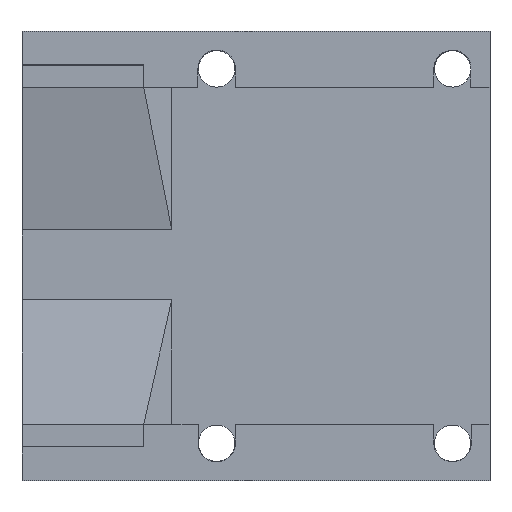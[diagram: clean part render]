
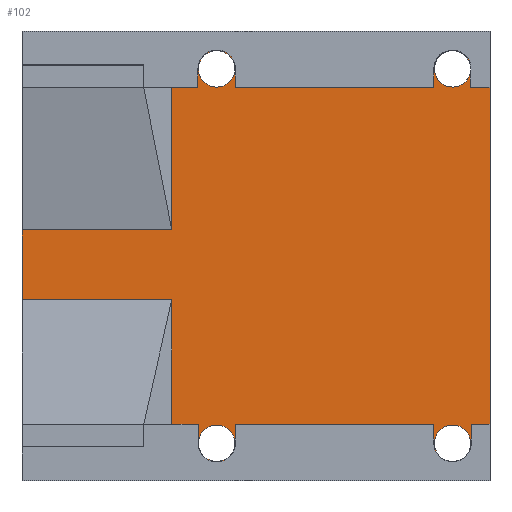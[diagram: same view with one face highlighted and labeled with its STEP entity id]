
A CAD part, top view. The second image highlights one B-rep face of the part: STEP entity #102.
In plain terms, the highlighted planar face has unit normal (0, 0, 1).
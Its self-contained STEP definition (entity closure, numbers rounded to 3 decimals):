
#102=ADVANCED_FACE('',(#200,#201,#202,#203),#157,.T.);
#157=PLANE('',#1949);
#200=FACE_BOUND('',#225,.T.);
#201=FACE_BOUND('',#226,.T.);
#202=FACE_BOUND('',#227,.T.);
#203=FACE_BOUND('',#228,.T.);
#225=EDGE_LOOP('',(#312));
#226=EDGE_LOOP('',(#313));
#227=EDGE_LOOP('',(#314));
#228=EDGE_LOOP('',(#315,#316,#317,#318,#319,#320,#321,#322,#323,#324,#325,
#326,#327,#328,#329,#330,#331,#332,#333,#334,#335,#336,#337,#338,#339,#340));
#312=ORIENTED_EDGE('',*,*,#714,.T.);
#313=ORIENTED_EDGE('',*,*,#715,.T.);
#314=ORIENTED_EDGE('',*,*,#716,.T.);
#315=ORIENTED_EDGE('',*,*,#717,.F.);
#316=ORIENTED_EDGE('',*,*,#718,.T.);
#317=ORIENTED_EDGE('',*,*,#719,.F.);
#318=ORIENTED_EDGE('',*,*,#720,.F.);
#319=ORIENTED_EDGE('',*,*,#721,.F.);
#320=ORIENTED_EDGE('',*,*,#722,.F.);
#321=ORIENTED_EDGE('',*,*,#723,.F.);
#322=ORIENTED_EDGE('',*,*,#724,.F.);
#323=ORIENTED_EDGE('',*,*,#725,.F.);
#324=ORIENTED_EDGE('',*,*,#726,.F.);
#325=ORIENTED_EDGE('',*,*,#727,.F.);
#326=ORIENTED_EDGE('',*,*,#728,.T.);
#327=ORIENTED_EDGE('',*,*,#729,.T.);
#328=ORIENTED_EDGE('',*,*,#730,.T.);
#329=ORIENTED_EDGE('',*,*,#731,.F.);
#330=ORIENTED_EDGE('',*,*,#732,.T.);
#331=ORIENTED_EDGE('',*,*,#733,.T.);
#332=ORIENTED_EDGE('',*,*,#734,.T.);
#333=ORIENTED_EDGE('',*,*,#735,.T.);
#334=ORIENTED_EDGE('',*,*,#736,.T.);
#335=ORIENTED_EDGE('',*,*,#737,.T.);
#336=ORIENTED_EDGE('',*,*,#738,.T.);
#337=ORIENTED_EDGE('',*,*,#739,.T.);
#338=ORIENTED_EDGE('',*,*,#740,.T.);
#339=ORIENTED_EDGE('',*,*,#741,.T.);
#340=ORIENTED_EDGE('',*,*,#712,.T.);
#610=VERTEX_POINT('',#2592);
#611=VERTEX_POINT('',#2594);
#612=VERTEX_POINT('',#2598);
#613=VERTEX_POINT('',#2600);
#614=VERTEX_POINT('',#2602);
#615=VERTEX_POINT('',#2604);
#616=VERTEX_POINT('',#2606);
#617=VERTEX_POINT('',#2608);
#618=VERTEX_POINT('',#2610);
#619=VERTEX_POINT('',#2612);
#620=VERTEX_POINT('',#2614);
#621=VERTEX_POINT('',#2616);
#622=VERTEX_POINT('',#2618);
#623=VERTEX_POINT('',#2620);
#624=VERTEX_POINT('',#2622);
#625=VERTEX_POINT('',#2624);
#626=VERTEX_POINT('',#2626);
#627=VERTEX_POINT('',#2628);
#628=VERTEX_POINT('',#2630);
#629=VERTEX_POINT('',#2632);
#630=VERTEX_POINT('',#2634);
#631=VERTEX_POINT('',#2636);
#632=VERTEX_POINT('',#2638);
#633=VERTEX_POINT('',#2640);
#634=VERTEX_POINT('',#2642);
#635=VERTEX_POINT('',#2644);
#636=VERTEX_POINT('',#2646);
#637=VERTEX_POINT('',#2648);
#638=VERTEX_POINT('',#2650);
#712=EDGE_CURVE('',#611,#610,#1351,.T.);
#714=EDGE_CURVE('',#612,#612,#852,.T.);
#715=EDGE_CURVE('',#613,#613,#853,.T.);
#716=EDGE_CURVE('',#614,#614,#854,.T.);
#717=EDGE_CURVE('',#615,#610,#1353,.T.);
#718=EDGE_CURVE('',#615,#616,#1354,.T.);
#719=EDGE_CURVE('',#617,#616,#1355,.T.);
#720=EDGE_CURVE('',#618,#617,#1356,.T.);
#721=EDGE_CURVE('',#619,#618,#855,.T.);
#722=EDGE_CURVE('',#620,#619,#1357,.T.);
#723=EDGE_CURVE('',#621,#620,#1358,.T.);
#724=EDGE_CURVE('',#622,#621,#1359,.T.);
#725=EDGE_CURVE('',#623,#622,#856,.T.);
#726=EDGE_CURVE('',#624,#623,#1360,.T.);
#727=EDGE_CURVE('',#625,#624,#1361,.T.);
#728=EDGE_CURVE('',#625,#626,#1362,.T.);
#729=EDGE_CURVE('',#626,#627,#1363,.T.);
#730=EDGE_CURVE('',#627,#628,#1364,.T.);
#731=EDGE_CURVE('',#629,#628,#857,.T.);
#732=EDGE_CURVE('',#629,#630,#1365,.T.);
#733=EDGE_CURVE('',#630,#631,#858,.T.);
#734=EDGE_CURVE('',#631,#632,#1366,.T.);
#735=EDGE_CURVE('',#632,#633,#1367,.T.);
#736=EDGE_CURVE('',#633,#634,#1368,.T.);
#737=EDGE_CURVE('',#634,#635,#859,.T.);
#738=EDGE_CURVE('',#635,#636,#1369,.T.);
#739=EDGE_CURVE('',#636,#637,#1370,.T.);
#740=EDGE_CURVE('',#637,#638,#1371,.T.);
#741=EDGE_CURVE('',#638,#611,#1372,.T.);
#852=CIRCLE('',#1941,0.975);
#853=CIRCLE('',#1942,0.975);
#854=CIRCLE('',#1943,0.975);
#855=CIRCLE('',#1944,1.);
#856=CIRCLE('',#1945,1.);
#857=CIRCLE('',#1946,0.975);
#858=CIRCLE('',#1947,1.);
#859=CIRCLE('',#1948,1.);
#1351=LINE('',#2593,#1580);
#1353=LINE('',#2603,#1582);
#1354=LINE('',#2605,#1583);
#1355=LINE('',#2607,#1584);
#1356=LINE('',#2609,#1585);
#1357=LINE('',#2613,#1586);
#1358=LINE('',#2615,#1587);
#1359=LINE('',#2617,#1588);
#1360=LINE('',#2621,#1589);
#1361=LINE('',#2623,#1590);
#1362=LINE('',#2625,#1591);
#1363=LINE('',#2627,#1592);
#1364=LINE('',#2629,#1593);
#1365=LINE('',#2633,#1594);
#1366=LINE('',#2637,#1595);
#1367=LINE('',#2639,#1596);
#1368=LINE('',#2641,#1597);
#1369=LINE('',#2645,#1598);
#1370=LINE('',#2647,#1599);
#1371=LINE('',#2649,#1600);
#1372=LINE('',#2651,#1601);
#1580=VECTOR('',#2167,1.);
#1582=VECTOR('',#2177,1.);
#1583=VECTOR('',#2178,1.);
#1584=VECTOR('',#2179,1.);
#1585=VECTOR('',#2180,1.);
#1586=VECTOR('',#2183,1.);
#1587=VECTOR('',#2184,1.);
#1588=VECTOR('',#2185,1.);
#1589=VECTOR('',#2188,1.);
#1590=VECTOR('',#2189,1.);
#1591=VECTOR('',#2190,1.);
#1592=VECTOR('',#2191,1.);
#1593=VECTOR('',#2192,1.);
#1594=VECTOR('',#2195,1.);
#1595=VECTOR('',#2198,1.);
#1596=VECTOR('',#2199,1.);
#1597=VECTOR('',#2200,1.);
#1598=VECTOR('',#2203,1.);
#1599=VECTOR('',#2204,1.);
#1600=VECTOR('',#2205,1.);
#1601=VECTOR('',#2206,1.);
#1941=AXIS2_PLACEMENT_3D('',#2597,#2171,#2172);
#1942=AXIS2_PLACEMENT_3D('',#2599,#2173,#2174);
#1943=AXIS2_PLACEMENT_3D('',#2601,#2175,#2176);
#1944=AXIS2_PLACEMENT_3D('',#2611,#2181,#2182);
#1945=AXIS2_PLACEMENT_3D('',#2619,#2186,#2187);
#1946=AXIS2_PLACEMENT_3D('',#2631,#2193,#2194);
#1947=AXIS2_PLACEMENT_3D('',#2635,#2196,#2197);
#1948=AXIS2_PLACEMENT_3D('',#2643,#2201,#2202);
#1949=AXIS2_PLACEMENT_3D('',#2652,#2207,#2208);
#2167=DIRECTION('',(0.,-1.,0.));
#2171=DIRECTION('',(0.,0.,-1.));
#2172=DIRECTION('',(-1.,0.,0.));
#2173=DIRECTION('',(0.,0.,-1.));
#2174=DIRECTION('',(-1.,0.,0.));
#2175=DIRECTION('',(0.,0.,-1.));
#2176=DIRECTION('',(-1.,0.,0.));
#2177=DIRECTION('',(-1.,0.,0.));
#2178=DIRECTION('',(0.,-1.,0.));
#2179=DIRECTION('',(-1.,0.,0.));
#2180=DIRECTION('',(0.,1.,0.));
#2181=DIRECTION('',(0.,0.,-1.));
#2182=DIRECTION('',(0.,1.,0.));
#2183=DIRECTION('',(0.,-1.,0.));
#2184=DIRECTION('',(-1.,0.,0.));
#2185=DIRECTION('',(0.,1.,0.));
#2186=DIRECTION('',(0.,0.,-1.));
#2187=DIRECTION('',(0.,1.,0.));
#2188=DIRECTION('',(0.,-1.,0.));
#2189=DIRECTION('',(-1.,0.,0.));
#2190=DIRECTION('',(0.,1.,0.));
#2191=DIRECTION('',(-1.,0.,0.));
#2192=DIRECTION('',(0.,1.,0.));
#2193=DIRECTION('',(0.,0.,1.));
#2194=DIRECTION('',(1.,0.,0.));
#2195=DIRECTION('',(0.,1.,0.));
#2196=DIRECTION('',(0.,0.,1.));
#2197=DIRECTION('',(0.,1.,0.));
#2198=DIRECTION('',(0.,-1.,0.));
#2199=DIRECTION('',(-1.,0.,0.));
#2200=DIRECTION('',(0.,1.,0.));
#2201=DIRECTION('',(0.,0.,1.));
#2202=DIRECTION('',(0.,1.,0.));
#2203=DIRECTION('',(0.,-1.,0.));
#2204=DIRECTION('',(-1.,0.,0.));
#2205=DIRECTION('',(0.,-1.,0.));
#2206=DIRECTION('',(-1.,0.,0.));
#2207=DIRECTION('',(0.,0.,1.));
#2208=DIRECTION('',(1.,0.,0.));
#2592=CARTESIAN_POINT('',(-184.,34.671,0.8));
#2593=CARTESIAN_POINT('',(-184.,49.,0.8));
#2594=CARTESIAN_POINT('',(-184.,38.395,0.8));
#2597=CARTESIAN_POINT('',(-161.,27.,0.8));
#2598=CARTESIAN_POINT('',(-161.975,27.,0.8));
#2599=CARTESIAN_POINT('',(-173.6,27.,0.8));
#2600=CARTESIAN_POINT('',(-174.575,27.,0.8));
#2601=CARTESIAN_POINT('',(-173.6,47.,0.8));
#2602=CARTESIAN_POINT('',(-174.575,47.,0.8));
#2603=CARTESIAN_POINT('',(-180.,34.671,0.8));
#2604=CARTESIAN_POINT('',(-176.,34.671,0.8));
#2605=CARTESIAN_POINT('',(-176.,0.,0.8));
#2606=CARTESIAN_POINT('',(-176.,28.,0.8));
#2607=CARTESIAN_POINT('',(-174.59,28.,0.8));
#2608=CARTESIAN_POINT('',(-174.59,28.,0.8));
#2609=CARTESIAN_POINT('',(-174.59,26.862,0.8));
#2610=CARTESIAN_POINT('',(-174.59,26.862,0.8));
#2611=CARTESIAN_POINT('',(-173.6,27.,0.8));
#2612=CARTESIAN_POINT('',(-172.6,27.,0.8));
#2613=CARTESIAN_POINT('',(-172.6,28.,0.8));
#2614=CARTESIAN_POINT('',(-172.6,28.,0.8));
#2615=CARTESIAN_POINT('',(-162.,28.,0.8));
#2616=CARTESIAN_POINT('',(-162.,28.,0.8));
#2617=CARTESIAN_POINT('',(-162.,27.,0.8));
#2618=CARTESIAN_POINT('',(-162.,27.,0.8));
#2619=CARTESIAN_POINT('',(-161.,27.,0.8));
#2620=CARTESIAN_POINT('',(-160.,27.,0.8));
#2621=CARTESIAN_POINT('',(-160.,28.,0.8));
#2622=CARTESIAN_POINT('',(-160.,28.,0.8));
#2623=CARTESIAN_POINT('',(-159.,28.,0.8));
#2624=CARTESIAN_POINT('',(-159.,28.,0.8));
#2625=CARTESIAN_POINT('',(-159.,25.,0.8));
#2626=CARTESIAN_POINT('',(-159.,46.,0.8));
#2627=CARTESIAN_POINT('',(-159.,46.,0.8));
#2628=CARTESIAN_POINT('',(-160.049,46.,0.8));
#2629=CARTESIAN_POINT('',(-160.049,46.,0.8));
#2630=CARTESIAN_POINT('',(-160.049,46.785,0.8));
#2631=CARTESIAN_POINT('',(-161.,47.,0.8));
#2632=CARTESIAN_POINT('',(-160.049,47.215,0.8));
#2633=CARTESIAN_POINT('',(-160.049,46.,0.8));
#2634=CARTESIAN_POINT('',(-160.049,47.309,0.8));
#2635=CARTESIAN_POINT('',(-161.,47.,0.8));
#2636=CARTESIAN_POINT('',(-162.,47.,0.8));
#2637=CARTESIAN_POINT('',(-162.,47.,0.8));
#2638=CARTESIAN_POINT('',(-162.,46.,0.8));
#2639=CARTESIAN_POINT('',(-162.,46.,0.8));
#2640=CARTESIAN_POINT('',(-172.6,46.,0.8));
#2641=CARTESIAN_POINT('',(-172.6,46.,0.8));
#2642=CARTESIAN_POINT('',(-172.6,47.,0.8));
#2643=CARTESIAN_POINT('',(-173.6,47.,0.8));
#2644=CARTESIAN_POINT('',(-174.6,47.,0.8));
#2645=CARTESIAN_POINT('',(-174.6,47.,0.8));
#2646=CARTESIAN_POINT('',(-174.6,46.,0.8));
#2647=CARTESIAN_POINT('',(-174.6,46.,0.8));
#2648=CARTESIAN_POINT('',(-176.,46.,0.8));
#2649=CARTESIAN_POINT('',(-176.,38.395,0.8));
#2650=CARTESIAN_POINT('',(-176.,38.395,0.8));
#2651=CARTESIAN_POINT('',(-180.,38.395,0.8));
#2652=CARTESIAN_POINT('',(0.,0.,0.8));
